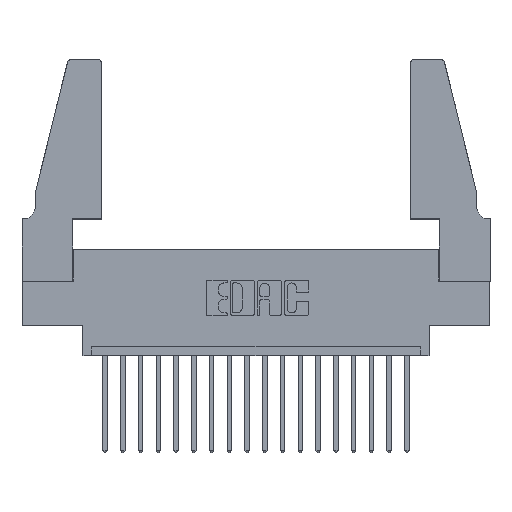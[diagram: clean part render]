
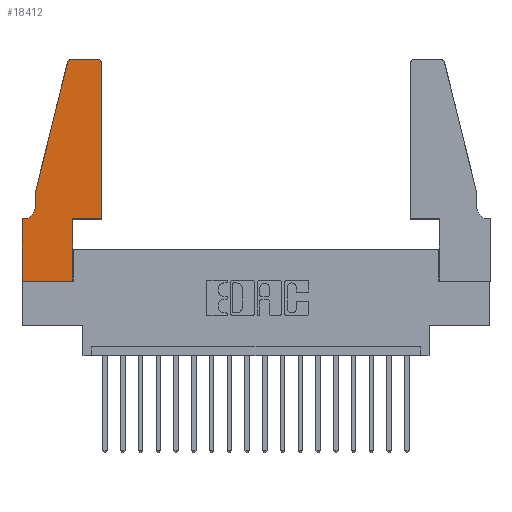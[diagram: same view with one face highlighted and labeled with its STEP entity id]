
A CAD part, top view. The second image highlights one B-rep face of the part: STEP entity #18412.
In plain terms, the highlighted planar face has unit normal (0, 0, 1).
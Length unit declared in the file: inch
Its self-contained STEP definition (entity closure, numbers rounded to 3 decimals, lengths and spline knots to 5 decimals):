
#137 = DIRECTION ( 'NONE',  ( 1., 0., 0. ) ) ;
#817 = DIRECTION ( 'NONE',  ( -1., 0., 0. ) ) ;
#969 = ORIENTED_EDGE ( 'NONE', *, *, #17145, .T. ) ;
#1189 = VERTEX_POINT ( 'NONE', #11782 ) ;
#1198 = ORIENTED_EDGE ( 'NONE', *, *, #14585, .T. ) ;
#1503 = DIRECTION ( 'NONE',  ( -0.239, -0.971, 0. ) ) ;
#1619 = DIRECTION ( 'NONE',  ( 0., 1., 0. ) ) ;
#1670 = VERTEX_POINT ( 'NONE', #16612 ) ;
#1949 = VERTEX_POINT ( 'NONE', #5173 ) ;
#2498 = DIRECTION ( 'NONE',  ( 0., 0., -1. ) ) ;
#2883 = LINE ( 'NONE', #18891, #11148 ) ;
#2897 = ORIENTED_EDGE ( 'NONE', *, *, #10218, .T. ) ;
#3055 = ORIENTED_EDGE ( 'NONE', *, *, #12491, .T. ) ;
#3381 = VERTEX_POINT ( 'NONE', #16188 ) ;
#3571 = LINE ( 'NONE', #9111, #12963 ) ;
#3625 = EDGE_CURVE ( 'NONE', #19046, #14729, #5560, .T. ) ;
#3990 = DIRECTION ( 'NONE',  ( 1., 0., 0. ) ) ;
#4197 = EDGE_CURVE ( 'NONE', #6540, #19046, #11044, .T. ) ;
#4723 = CARTESIAN_POINT ( 'NONE',  ( 0., 0., 0.37 ) ) ;
#4800 = ORIENTED_EDGE ( 'NONE', *, *, #10167, .T. ) ;
#5173 = CARTESIAN_POINT ( 'NONE',  ( 0.25487, 1.22718, 0.37 ) ) ;
#5264 = ORIENTED_EDGE ( 'NONE', *, *, #16286, .T. ) ;
#5320 = FACE_OUTER_BOUND ( 'NONE', #9914, .T. ) ;
#5338 = ORIENTED_EDGE ( 'NONE', *, *, #3625, .T. ) ;
#5376 = CIRCLE ( 'NONE', #7023, 0.03 ) ;
#5560 = LINE ( 'NONE', #4723, #8351 ) ;
#6144 = CARTESIAN_POINT ( 'NONE',  ( 0., 0., 0.37 ) ) ;
#6540 = VERTEX_POINT ( 'NONE', #13648 ) ;
#6759 = DIRECTION ( 'NONE',  ( 0., -1., 0. ) ) ;
#6870 = EDGE_CURVE ( 'NONE', #14729, #18000, #15957, .T. ) ;
#7023 = AXIS2_PLACEMENT_3D ( 'NONE', #15382, #16740, #12433 ) ;
#7027 = CARTESIAN_POINT ( 'NONE',  ( 0., 0., 0.37 ) ) ;
#7841 = CARTESIAN_POINT ( 'NONE',  ( 0.0755, 0.5, 0.37 ) ) ;
#8108 = CARTESIAN_POINT ( 'NONE',  ( 0.0755, 0.42, 0.37 ) ) ;
#8284 = VERTEX_POINT ( 'NONE', #8492 ) ;
#8351 = VECTOR ( 'NONE', #137, 39.37008 ) ;
#8492 = CARTESIAN_POINT ( 'NONE',  ( 0.4505, 1.22, 0.37 ) ) ;
#8637 = VECTOR ( 'NONE', #1619, 39.37008 ) ;
#8784 = CARTESIAN_POINT ( 'NONE',  ( 0.2865, 0.35, 0.37 ) ) ;
#8819 = AXIS2_PLACEMENT_3D ( 'NONE', #11199, #2498, #817 ) ;
#9070 = CARTESIAN_POINT ( 'NONE',  ( 0.2865, 0.35, 0.37 ) ) ;
#9111 = CARTESIAN_POINT ( 'NONE',  ( 0.0755, 0.5, 0.37 ) ) ;
#9221 = DIRECTION ( 'NONE',  ( 0., 1., 0. ) ) ;
#9632 = DIRECTION ( 'NONE',  ( 1., 0., 0. ) ) ;
#9762 = AXIS2_PLACEMENT_3D ( 'NONE', #18751, #9947, #17322 ) ;
#9914 = EDGE_LOOP ( 'NONE', ( #3055, #969, #1198, #5264, #2897, #4800, #10919, #5338, #14792, #12744, #9954, #12632 ) ) ;
#9947 = DIRECTION ( 'NONE',  ( 0., 0., 1. ) ) ;
#9954 = ORIENTED_EDGE ( 'NONE', *, *, #11596, .T. ) ;
#10167 = EDGE_CURVE ( 'NONE', #1670, #6540, #17018, .T. ) ;
#10218 = EDGE_CURVE ( 'NONE', #13897, #1670, #11458, .T. ) ;
#10919 = ORIENTED_EDGE ( 'NONE', *, *, #4197, .T. ) ;
#10977 = DIRECTION ( 'NONE',  ( -1., 0., 0. ) ) ;
#11044 = LINE ( 'NONE', #6144, #14476 ) ;
#11148 = VECTOR ( 'NONE', #3990, 39.37008 ) ;
#11199 = CARTESIAN_POINT ( 'NONE',  ( 0.0055, 0.42, 0.37 ) ) ;
#11458 = CIRCLE ( 'NONE', #8819, 0.07 ) ;
#11596 = EDGE_CURVE ( 'NONE', #3381, #8284, #13943, .T. ) ;
#11782 = CARTESIAN_POINT ( 'NONE',  ( 0.4205, 1.25, 0.37 ) ) ;
#12433 = DIRECTION ( 'NONE',  ( 1., 0., 0. ) ) ;
#12448 = CARTESIAN_POINT ( 'NONE',  ( 0.4205, 1.22, 0.37 ) ) ;
#12491 = EDGE_CURVE ( 'NONE', #1189, #17773, #18992, .T. ) ;
#12571 = EDGE_CURVE ( 'NONE', #18000, #3381, #2883, .T. ) ;
#12632 = ORIENTED_EDGE ( 'NONE', *, *, #18270, .T. ) ;
#12744 = ORIENTED_EDGE ( 'NONE', *, *, #12571, .T. ) ;
#12963 = VECTOR ( 'NONE', #17705, 39.37008 ) ;
#13648 = CARTESIAN_POINT ( 'NONE',  ( 0., 0.35, 0.37 ) ) ;
#13897 = VERTEX_POINT ( 'NONE', #8108 ) ;
#13943 = LINE ( 'NONE', #16593, #18803 ) ;
#14369 = CARTESIAN_POINT ( 'NONE',  ( 0.284, 1.25, 0.37 ) ) ;
#14476 = VECTOR ( 'NONE', #6759, 39.37008 ) ;
#14585 = EDGE_CURVE ( 'NONE', #1949, #18094, #17409, .T. ) ;
#14729 = VERTEX_POINT ( 'NONE', #17168 ) ;
#14792 = ORIENTED_EDGE ( 'NONE', *, *, #6870, .T. ) ;
#15382 = CARTESIAN_POINT ( 'NONE',  ( 0.284, 1.22, 0.37 ) ) ;
#15510 = VECTOR ( 'NONE', #10977, 39.37008 ) ;
#15518 = DIRECTION ( 'NONE',  ( 0., 0., 1. ) ) ;
#15624 = VECTOR ( 'NONE', #16875, 39.37008 ) ;
#15654 = CARTESIAN_POINT ( 'NONE',  ( 0.2605, 1.25, 0.37 ) ) ;
#15767 = PLANE ( 'NONE',  #9762 ) ;
#15957 = LINE ( 'NONE', #8784, #8637 ) ;
#16188 = CARTESIAN_POINT ( 'NONE',  ( 0.4505, 0.35, 0.37 ) ) ;
#16286 = EDGE_CURVE ( 'NONE', #18094, #13897, #3571, .T. ) ;
#16593 = CARTESIAN_POINT ( 'NONE',  ( 0.4505, 0.35, 0.37 ) ) ;
#16612 = CARTESIAN_POINT ( 'NONE',  ( 0.0055, 0.35, 0.37 ) ) ;
#16740 = DIRECTION ( 'NONE',  ( 0., 0., 1. ) ) ;
#16752 = AXIS2_PLACEMENT_3D ( 'NONE', #12448, #15518, #9632 ) ;
#16875 = DIRECTION ( 'NONE',  ( -1., 0., 0. ) ) ;
#17018 = LINE ( 'NONE', #18159, #15624 ) ;
#17145 = EDGE_CURVE ( 'NONE', #17773, #1949, #5376, .T. ) ;
#17168 = CARTESIAN_POINT ( 'NONE',  ( 0.2865, 0., 0.37 ) ) ;
#17322 = DIRECTION ( 'NONE',  ( 1., 0., 0. ) ) ;
#17409 = LINE ( 'NONE', #17572, #17641 ) ;
#17572 = CARTESIAN_POINT ( 'NONE',  ( 0.0755, 0.5, 0.37 ) ) ;
#17641 = VECTOR ( 'NONE', #1503, 39.37008 ) ;
#17705 = DIRECTION ( 'NONE',  ( 0., -1., 0. ) ) ;
#17773 = VERTEX_POINT ( 'NONE', #14369 ) ;
#17941 = CIRCLE ( 'NONE', #16752, 0.03 ) ;
#18000 = VERTEX_POINT ( 'NONE', #9070 ) ;
#18094 = VERTEX_POINT ( 'NONE', #7841 ) ;
#18159 = CARTESIAN_POINT ( 'NONE',  ( 0.0755, 0.35, 0.37 ) ) ;
#18270 = EDGE_CURVE ( 'NONE', #8284, #1189, #17941, .T. ) ;
#18412 = ADVANCED_FACE ( 'NONE', ( #5320 ), #15767, .T. ) ;
#18751 = CARTESIAN_POINT ( 'NONE',  ( 0., 0.35, 0.37 ) ) ;
#18803 = VECTOR ( 'NONE', #9221, 39.37008 ) ;
#18891 = CARTESIAN_POINT ( 'NONE',  ( 0.4505, 0.35, 0.37 ) ) ;
#18992 = LINE ( 'NONE', #15654, #15510 ) ;
#19046 = VERTEX_POINT ( 'NONE', #7027 ) ;
